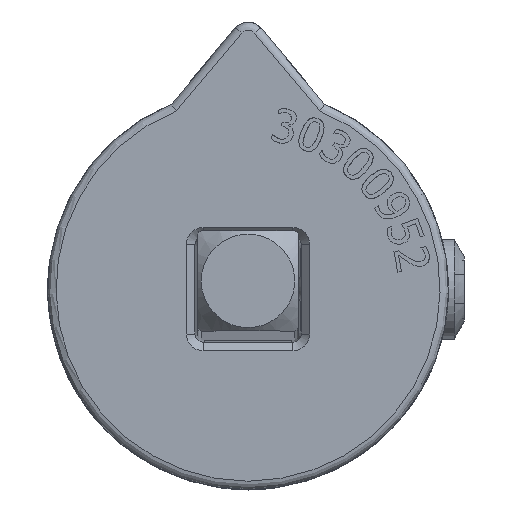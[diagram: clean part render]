
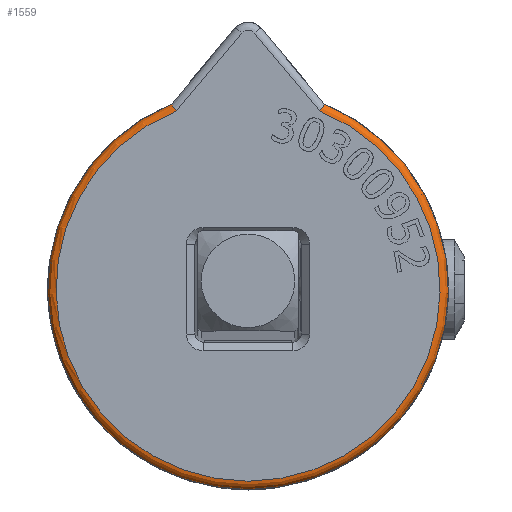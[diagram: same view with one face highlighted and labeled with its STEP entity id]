
A CAD part, top view. The second image highlights one B-rep face of the part: STEP entity #1559.
In plain terms, the highlighted toroidal (fillet/blend) face has major radius 11.5 mm and minor radius 0.5 mm.
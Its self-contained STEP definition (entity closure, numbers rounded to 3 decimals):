
#56=TOROIDAL_SURFACE('',#9014,11.5,0.5);
#444=CIRCLE('',#9012,11.5);
#445=CIRCLE('',#9013,12.);
#791=B_SPLINE_CURVE_WITH_KNOTS('',3,(#11615,#11616,#11617,#11618,#11619,
#11620,#11621,#11622,#11623,#11624,#11625,#11626,#11627,#11628),
 .UNSPECIFIED.,.F.,.F.,(4,2,2,2,2,2,4),(0.,0.238,0.479,
0.728,0.861,0.995,1.),.UNSPECIFIED.);
#792=B_SPLINE_CURVE_WITH_KNOTS('',3,(#11632,#11633,#11634,#11635,#11636,
#11637,#11638,#11639,#11640,#11641,#11642,#11643,#11644,#11645),
 .UNSPECIFIED.,.F.,.F.,(4,2,2,2,2,2,4),(0.,0.005,0.139,
0.272,0.521,0.762,1.),.UNSPECIFIED.);
#1559=ADVANCED_FACE('',(#2198),#56,.T.);
#2198=FACE_OUTER_BOUND('',#2712,.T.);
#2712=EDGE_LOOP('',(#4258,#4259,#4260,#4261));
#4258=ORIENTED_EDGE('',*,*,#7622,.T.);
#4259=ORIENTED_EDGE('',*,*,#7623,.F.);
#4260=ORIENTED_EDGE('',*,*,#7624,.T.);
#4261=ORIENTED_EDGE('',*,*,#7625,.F.);
#6701=VERTEX_POINT('',#11613);
#6702=VERTEX_POINT('',#11614);
#6703=VERTEX_POINT('',#11629);
#6704=VERTEX_POINT('',#11631);
#7622=EDGE_CURVE('',#6701,#6702,#444,.T.);
#7623=EDGE_CURVE('',#6703,#6702,#791,.T.);
#7624=EDGE_CURVE('',#6703,#6704,#445,.T.);
#7625=EDGE_CURVE('',#6701,#6704,#792,.T.);
#9012=AXIS2_PLACEMENT_3D('',#11612,#9691,#9692);
#9013=AXIS2_PLACEMENT_3D('',#11630,#9693,#9694);
#9014=AXIS2_PLACEMENT_3D('',#11646,#9695,#9696);
#9691=DIRECTION('',(0.,0.,-1.));
#9692=DIRECTION('',(1.,0.,0.));
#9693=DIRECTION('',(0.,0.,1.));
#9694=DIRECTION('',(1.,0.,0.));
#9695=DIRECTION('',(0.,0.,-1.));
#9696=DIRECTION('',(1.,0.,0.));
#11612=CARTESIAN_POINT('',(-5.175,-16.659,23.038));
#11613=CARTESIAN_POINT('',(-0.891,-5.987,23.038));
#11614=CARTESIAN_POINT('',(-9.459,-5.987,23.038));
#11615=CARTESIAN_POINT('',(-9.763,-5.571,22.538));
#11616=CARTESIAN_POINT('',(-9.763,-5.571,22.602));
#11617=CARTESIAN_POINT('',(-9.755,-5.581,22.664));
#11618=CARTESIAN_POINT('',(-9.727,-5.62,22.783));
#11619=CARTESIAN_POINT('',(-9.706,-5.649,22.837));
#11620=CARTESIAN_POINT('',(-9.652,-5.722,22.93));
#11621=CARTESIAN_POINT('',(-9.619,-5.767,22.968));
#11622=CARTESIAN_POINT('',(-9.564,-5.842,23.009));
#11623=CARTESIAN_POINT('',(-9.544,-5.87,23.02));
#11624=CARTESIAN_POINT('',(-9.503,-5.926,23.034));
#11625=CARTESIAN_POINT('',(-9.482,-5.955,23.038));
#11626=CARTESIAN_POINT('',(-9.461,-5.985,23.038));
#11627=CARTESIAN_POINT('',(-9.46,-5.986,23.038));
#11628=CARTESIAN_POINT('',(-9.459,-5.987,23.038));
#11629=CARTESIAN_POINT('',(-9.763,-5.571,22.538));
#11630=CARTESIAN_POINT('',(-5.175,-16.659,22.538));
#11631=CARTESIAN_POINT('',(-0.588,-5.571,22.538));
#11632=CARTESIAN_POINT('',(-0.891,-5.987,23.038));
#11633=CARTESIAN_POINT('',(-0.89,-5.986,23.038));
#11634=CARTESIAN_POINT('',(-0.89,-5.985,23.038));
#11635=CARTESIAN_POINT('',(-0.868,-5.955,23.038));
#11636=CARTESIAN_POINT('',(-0.847,-5.926,23.034));
#11637=CARTESIAN_POINT('',(-0.806,-5.87,23.02));
#11638=CARTESIAN_POINT('',(-0.786,-5.842,23.009));
#11639=CARTESIAN_POINT('',(-0.731,-5.767,22.968));
#11640=CARTESIAN_POINT('',(-0.698,-5.722,22.93));
#11641=CARTESIAN_POINT('',(-0.645,-5.649,22.837));
#11642=CARTESIAN_POINT('',(-0.623,-5.62,22.783));
#11643=CARTESIAN_POINT('',(-0.595,-5.581,22.664));
#11644=CARTESIAN_POINT('',(-0.588,-5.571,22.602));
#11645=CARTESIAN_POINT('',(-0.588,-5.571,22.538));
#11646=CARTESIAN_POINT('',(-5.175,-16.659,22.538));
